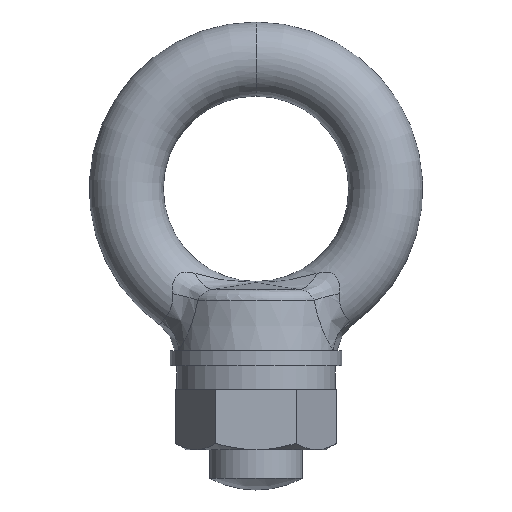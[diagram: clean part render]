
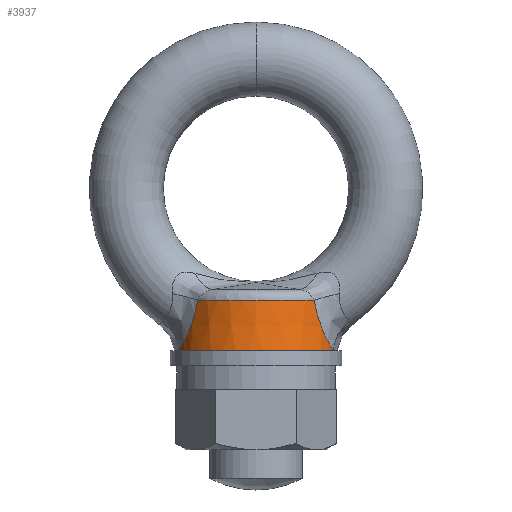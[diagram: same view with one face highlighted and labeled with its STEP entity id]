
A CAD part, front view. The second image highlights one B-rep face of the part: STEP entity #3937.
In plain terms, the highlighted conical face has half-angle 5 degrees and reference radius 16.363 mm.
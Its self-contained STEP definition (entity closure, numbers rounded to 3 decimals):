
#3901 = VERTEX_POINT ( 'NONE', #4276 ) ;
#3903 = EDGE_CURVE ( 'NONE', #3901, #3904, #4255, .T. ) ;
#3904 = VERTEX_POINT ( 'NONE', #4250 ) ;
#3937 = ADVANCED_FACE ( 'NONE', ( #5137 ), #5134, .T. ) ;
#3938 = EDGE_LOOP ( 'NONE', ( #3939, #3940, #3943, #3946 ) ) ;
#3939 = ORIENTED_EDGE ( 'NONE', *, *, #3903, .F. ) ;
#3940 = ORIENTED_EDGE ( 'NONE', *, *, #3941, .T. ) ;
#3941 = EDGE_CURVE ( 'NONE', #3901, #3942, #4334, .T. ) ;
#3942 = VERTEX_POINT ( 'NONE', #4333 ) ;
#3943 = ORIENTED_EDGE ( 'NONE', *, *, #3944, .T. ) ;
#3944 = EDGE_CURVE ( 'NONE', #3942, #3945, #4349, .T. ) ;
#3945 = VERTEX_POINT ( 'NONE', #4350 ) ;
#3946 = ORIENTED_EDGE ( 'NONE', *, *, #3947, .T. ) ;
#3947 = EDGE_CURVE ( 'NONE', #3945, #3904, #4364, .T. ) ;
#4250 = CARTESIAN_POINT ( 'NONE',  ( -16.681, -5.292, -35. ) ) ;
#4251 = DIRECTION ( 'NONE',  ( -1., 0., 0. ) ) ;
#4252 = DIRECTION ( 'NONE',  ( 0., 0., -1. ) ) ;
#4253 = CARTESIAN_POINT ( 'NONE',  ( 0., 0., -35. ) ) ;
#4254 = AXIS2_PLACEMENT_3D ( 'NONE', #4253, #4252, #4251 ) ;
#4255 = CIRCLE ( 'NONE', #4254, 17.5 ) ;
#4276 = CARTESIAN_POINT ( 'NONE',  ( 16.681, -5.292, -35. ) ) ;
#4313 = CARTESIAN_POINT ( 'NONE',  ( 16.681, -5.292, -35. ) ) ;
#4314 = CARTESIAN_POINT ( 'NONE',  ( 15.326, -8.006, -32.555 ) ) ;
#4315 = CARTESIAN_POINT ( 'NONE',  ( 15.734, -7.335, -33.347 ) ) ;
#4316 = CARTESIAN_POINT ( 'NONE',  ( 15.936, -6.97, -33.717 ) ) ;
#4317 = CARTESIAN_POINT ( 'NONE',  ( 16.228, -6.374, -34.233 ) ) ;
#4330 = CARTESIAN_POINT ( 'NONE',  ( 16.323, -6.165, -34.399 ) ) ;
#4331 = CARTESIAN_POINT ( 'NONE',  ( 16.508, -5.737, -34.713 ) ) ;
#4332 = CARTESIAN_POINT ( 'NONE',  ( 16.596, -5.517, -34.861 ) ) ;
#4333 = CARTESIAN_POINT ( 'NONE',  ( 12.592, -10.724, -24.018 ) ) ;
#4334 = B_SPLINE_CURVE_WITH_KNOTS ( 'NONE', 3,
 ( #4313, #4332, #4331, #4330, #4317, #4316, #4315, #4314, #4344, #4343, #4342, #4341, #4340, #4339, #4338, #4337, #4336, #4335 ),
 .UNSPECIFIED., .F., .F.,
 ( 4, 2, 2, 2, 2, 2, 2, 2, 4 ),
 ( 0.025, 0.026, 0.027, 0.028, 0.03, 0.032, 0.033, 0.035, 0.038 ),
 .UNSPECIFIED. ) ;
#4335 = CARTESIAN_POINT ( 'NONE',  ( 12.592, -10.724, -24.018 ) ) ;
#4336 = CARTESIAN_POINT ( 'NONE',  ( 12.77, -10.664, -25.127 ) ) ;
#4337 = CARTESIAN_POINT ( 'NONE',  ( 13.003, -10.535, -26.212 ) ) ;
#4338 = CARTESIAN_POINT ( 'NONE',  ( 13.439, -10.198, -27.796 ) ) ;
#4339 = CARTESIAN_POINT ( 'NONE',  ( 13.6, -10.061, -28.32 ) ) ;
#4340 = CARTESIAN_POINT ( 'NONE',  ( 13.944, -9.735, -29.336 ) ) ;
#4341 = CARTESIAN_POINT ( 'NONE',  ( 14.127, -9.547, -29.829 ) ) ;
#4342 = CARTESIAN_POINT ( 'NONE',  ( 14.509, -9.113, -30.783 ) ) ;
#4343 = CARTESIAN_POINT ( 'NONE',  ( 14.708, -8.868, -31.244 ) ) ;
#4344 = CARTESIAN_POINT ( 'NONE',  ( 15.118, -8.312, -32.133 ) ) ;
#4345 = DIRECTION ( 'NONE',  ( 1., 0., 0. ) ) ;
#4346 = DIRECTION ( 'NONE',  ( 0., 0., -1. ) ) ;
#4347 = CARTESIAN_POINT ( 'NONE',  ( 0., 0., -24.018 ) ) ;
#4348 = AXIS2_PLACEMENT_3D ( 'NONE', #4347, #4346, #4345 ) ;
#4349 = CIRCLE ( 'NONE', #4348, 16.539 ) ;
#4350 = CARTESIAN_POINT ( 'NONE',  ( -12.592, -10.724, -24.018 ) ) ;
#4351 = CARTESIAN_POINT ( 'NONE',  ( -13.152, -10.42, -26.752 ) ) ;
#4352 = CARTESIAN_POINT ( 'NONE',  ( -13.02, -10.509, -26.216 ) ) ;
#4353 = CARTESIAN_POINT ( 'NONE',  ( -12.784, -10.646, -25.126 ) ) ;
#4354 = CARTESIAN_POINT ( 'NONE',  ( -12.681, -10.694, -24.573 ) ) ;
#4355 = CARTESIAN_POINT ( 'NONE',  ( -12.592, -10.724, -24.018 ) ) ;
#4364 = B_SPLINE_CURVE_WITH_KNOTS ( 'NONE', 3,
 ( #4355, #4354, #4353, #4352, #4351, #5135, #5129, #5128, #5127, #5172, #5171, #5170, #5169, #5168, #5167, #5166, #5165, #5164 ),
 .UNSPECIFIED., .F., .F.,
 ( 4, 2, 2, 2, 2, 2, 2, 2, 4 ),
 ( 0., 0.002, 0.003, 0.005, 0.007, 0.01, 0.011, 0.012, 0.014 ),
 .UNSPECIFIED. ) ;
#5127 = CARTESIAN_POINT ( 'NONE',  ( -14.13, -9.543, -29.838 ) ) ;
#5128 = CARTESIAN_POINT ( 'NONE',  ( -13.945, -9.734, -29.338 ) ) ;
#5129 = CARTESIAN_POINT ( 'NONE',  ( -13.601, -10.06, -28.323 ) ) ;
#5130 = DIRECTION ( 'NONE',  ( -1., 0., 0. ) ) ;
#5131 = DIRECTION ( 'NONE',  ( 0., 0., -1. ) ) ;
#5132 = CARTESIAN_POINT ( 'NONE',  ( 0., 0., -22. ) ) ;
#5133 = AXIS2_PLACEMENT_3D ( 'NONE', #5132, #5131, #5130 ) ;
#5134 = CONICAL_SURFACE ( 'NONE', #5133, 16.363, 0.087 ) ;
#5135 = CARTESIAN_POINT ( 'NONE',  ( -13.442, -10.196, -27.806 ) ) ;
#5137 = FACE_OUTER_BOUND ( 'NONE', #3938, .T. ) ;
#5164 = CARTESIAN_POINT ( 'NONE',  ( -16.681, -5.292, -35. ) ) ;
#5165 = CARTESIAN_POINT ( 'NONE',  ( -16.512, -5.744, -34.721 ) ) ;
#5166 = CARTESIAN_POINT ( 'NONE',  ( -16.328, -6.167, -34.411 ) ) ;
#5167 = CARTESIAN_POINT ( 'NONE',  ( -16.038, -6.761, -33.898 ) ) ;
#5168 = CARTESIAN_POINT ( 'NONE',  ( -15.939, -6.952, -33.72 ) ) ;
#5169 = CARTESIAN_POINT ( 'NONE',  ( -15.737, -7.321, -33.347 ) ) ;
#5170 = CARTESIAN_POINT ( 'NONE',  ( -15.634, -7.5, -33.152 ) ) ;
#5171 = CARTESIAN_POINT ( 'NONE',  ( -15.119, -8.346, -32.155 ) ) ;
#5172 = CARTESIAN_POINT ( 'NONE',  ( -14.707, -8.888, -31.275 ) ) ;
